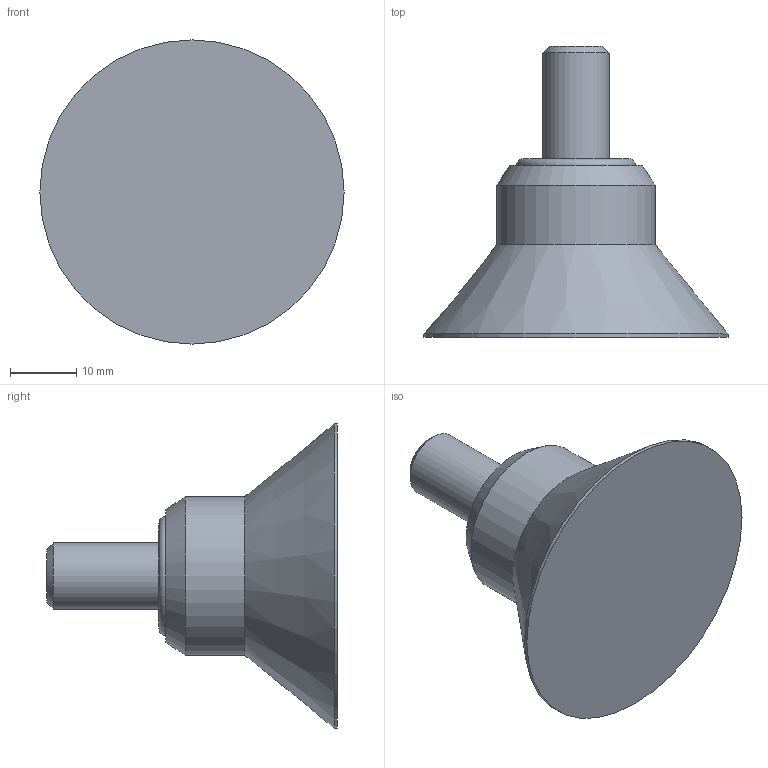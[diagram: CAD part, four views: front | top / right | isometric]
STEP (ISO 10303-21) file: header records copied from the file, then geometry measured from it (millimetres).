
FILE_DESCRIPTION(/* description */ (''),/* implementation_level */ '2;1');
FILE_NAME(/* name */ 'vsa46m10nit.stp',/* time_stamp */ '2020-10-06T15:54:52+02:00',/* author */ ('enginyeria'),/* organization */ (''),/* preprocessor_version */ 'ST-DEVELOPER v17.2',/* originating_system */ 'Autodesk Inventor 2019',/* authorisation */ '');
FILE_SCHEMA (('CONFIG_CONTROL_DESIGN'));
Length unit declared in the file: millimetre
Products named in the file (1): vsa46m10nit
Bounding box: 46 x 44 x 46 mm (x, y, z)
Volume: 20812.7 mm3; surface area: 5662.6 mm2
Topology: 1 solids, 1 shells, 14 faces, 34 edges, 25 vertices
Faces by surface type: plane 5, cone 4, cylinder 4, torus 1
Full cylindrical faces by diameter (mm): 3 x1, 10 x1, 24 x1, 46 x1
Entity records: 504 total; most frequent: DIRECTION 90, CARTESIAN_POINT 74, ORIENTED_EDGE 68, AXIS2_PLACEMENT_3D 41, EDGE_CURVE 34, CIRCLE 26, VERTEX_POINT 25, EDGE_LOOP 17
